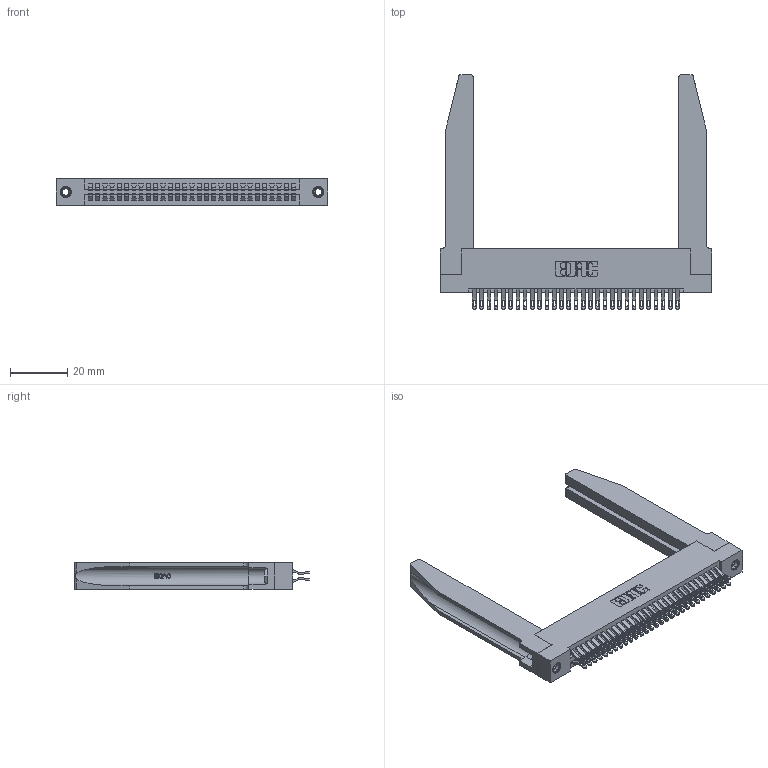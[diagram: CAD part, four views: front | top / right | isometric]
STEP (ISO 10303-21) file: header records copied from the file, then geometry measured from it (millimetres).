
FILE_DESCRIPTION (( 'STEP AP203' ), '1' );
FILE_NAME ('395-058-555-278.STEP', '2019-10-23T12:41:43', ( '' ), ( '' ), 'SwSTEP 2.0', 'SolidWorks 2016', '' );
FILE_SCHEMA (( 'CONFIG_CONTROL_DESIGN' ));
Length unit declared in the file: inch
Products named in the file (5): 345 Part_Flush Mounting Lugs - 0.156 Dia-TH; 345-292-001_555 Tail; 345-250-001_345-250-001-102; 345-220-078_345-220-078; 395-058-555-278
Assembly tree (63 placements, depth 2):
  395-058-555-278
    345 Part_Flush Mounting Lugs - 0.156 Dia-TH
    345-292-001_555 Tail  x58
    345-250-001_345-250-001-102  x2
    345-220-078_345-220-078  x2
Bounding box: 94.89 x 82.09 x 9.4 mm (x, y, z)
Volume: 17036.1 mm3; surface area: 20868.1 mm2
Topology: 63 solids, 63 shells, 3608 faces, 11215 edges, 7466 vertices
Faces by surface type: plane 2020, cylinder 1536, bspline 36, cone 12, torus 4
Entity records: 29570 total; most frequent: CARTESIAN_POINT 5921, ORIENTED_EDGE 4722, DIRECTION 4199, EDGE_CURVE 2361, VECTOR 1999, LINE 1999, VERTEX_POINT 1568, AXIS2_PLACEMENT_3D 1100
